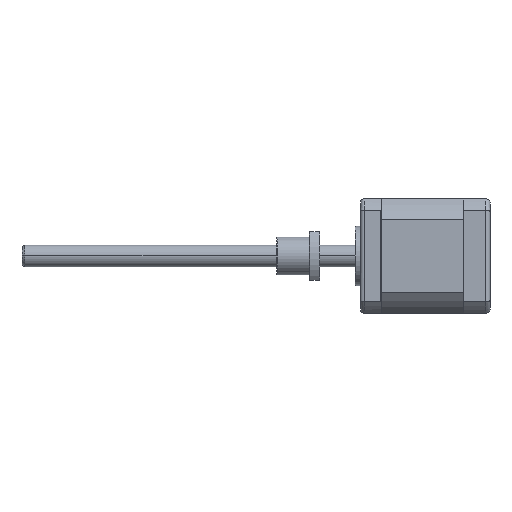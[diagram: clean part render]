
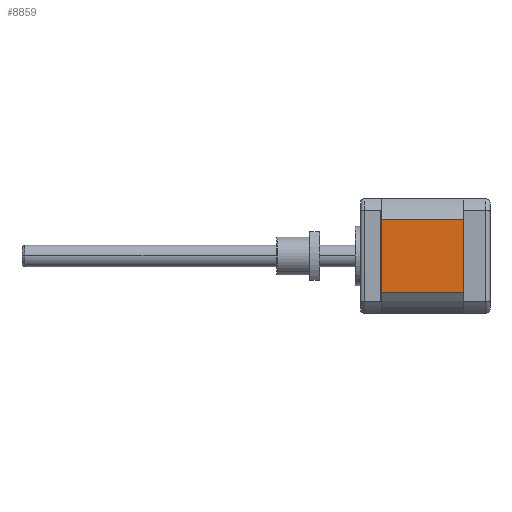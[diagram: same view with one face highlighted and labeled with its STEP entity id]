
A CAD part, left-side view. The second image highlights one B-rep face of the part: STEP entity #8859.
In plain terms, the highlighted planar face has unit normal (-1, 0, 0).
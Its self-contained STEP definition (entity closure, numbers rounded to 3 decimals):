
#297 = CARTESIAN_POINT ( 'NONE',  ( -25.809, -16.057, 3.044 ) ) ;
#406 = ORIENTED_EDGE ( 'NONE', *, *, #8135, .T. ) ;
#589 = LINE ( 'NONE', #8658, #6607 ) ;
#918 = CARTESIAN_POINT ( 'NONE',  ( -25.809, -16.057, 3.044 ) ) ;
#1079 = VECTOR ( 'NONE', #2031, 1000. ) ;
#1303 = CARTESIAN_POINT ( 'NONE',  ( -25.809, -16.057, 3.044 ) ) ;
#2031 = DIRECTION ( 'NONE',  ( 0., 0., -1. ) ) ;
#2060 = VECTOR ( 'NONE', #5236, 1000. ) ;
#2092 = ORIENTED_EDGE ( 'NONE', *, *, #5190, .F. ) ;
#2362 = EDGE_CURVE ( 'NONE', #9531, #6143, #4173, .T. ) ;
#2385 = EDGE_LOOP ( 'NONE', ( #406, #2092, #2533, #7449 ) ) ;
#2533 = ORIENTED_EDGE ( 'NONE', *, *, #2362, .F. ) ;
#2585 = VERTEX_POINT ( 'NONE', #7964 ) ;
#3463 = PLANE ( 'NONE',  #6217 ) ;
#3496 = DIRECTION ( 'NONE',  ( 0., 0., 1. ) ) ;
#3594 = CARTESIAN_POINT ( 'NONE',  ( -25.809, 14.443, 3.044 ) ) ;
#4173 = LINE ( 'NONE', #1303, #2060 ) ;
#4623 = EDGE_CURVE ( 'NONE', #9531, #2585, #589, .T. ) ;
#4798 = LINE ( 'NONE', #3594, #1079 ) ;
#4896 = LINE ( 'NONE', #918, #6970 ) ;
#5190 = EDGE_CURVE ( 'NONE', #6143, #7264, #4896, .T. ) ;
#5236 = DIRECTION ( 'NONE',  ( 0., 0., -1. ) ) ;
#6143 = VERTEX_POINT ( 'NONE', #9959 ) ;
#6217 = AXIS2_PLACEMENT_3D ( 'NONE', #297, #8206, #3496 ) ;
#6251 = DIRECTION ( 'NONE',  ( 0., 1., 0. ) ) ;
#6607 = VECTOR ( 'NONE', #6251, 1000. ) ;
#6970 = VECTOR ( 'NONE', #7209, 1000. ) ;
#7209 = DIRECTION ( 'NONE',  ( 0., 1., 0. ) ) ;
#7264 = VERTEX_POINT ( 'NONE', #7507 ) ;
#7449 = ORIENTED_EDGE ( 'NONE', *, *, #4623, .T. ) ;
#7507 = CARTESIAN_POINT ( 'NONE',  ( -25.809, 14.443, 3.044 ) ) ;
#7964 = CARTESIAN_POINT ( 'NONE',  ( -25.809, 14.443, 30.232 ) ) ;
#8135 = EDGE_CURVE ( 'NONE', #2585, #7264, #4798, .T. ) ;
#8206 = DIRECTION ( 'NONE',  ( 1., 0., 0. ) ) ;
#8247 = FACE_OUTER_BOUND ( 'NONE', #2385, .T. ) ;
#8658 = CARTESIAN_POINT ( 'NONE',  ( -25.809, -16.057, 30.232 ) ) ;
#8859 = ADVANCED_FACE ( 'NONE', ( #8247 ), #3463, .F. ) ;
#9413 = CARTESIAN_POINT ( 'NONE',  ( -25.809, -16.057, 30.232 ) ) ;
#9531 = VERTEX_POINT ( 'NONE', #9413 ) ;
#9959 = CARTESIAN_POINT ( 'NONE',  ( -25.809, -16.057, 3.044 ) ) ;
